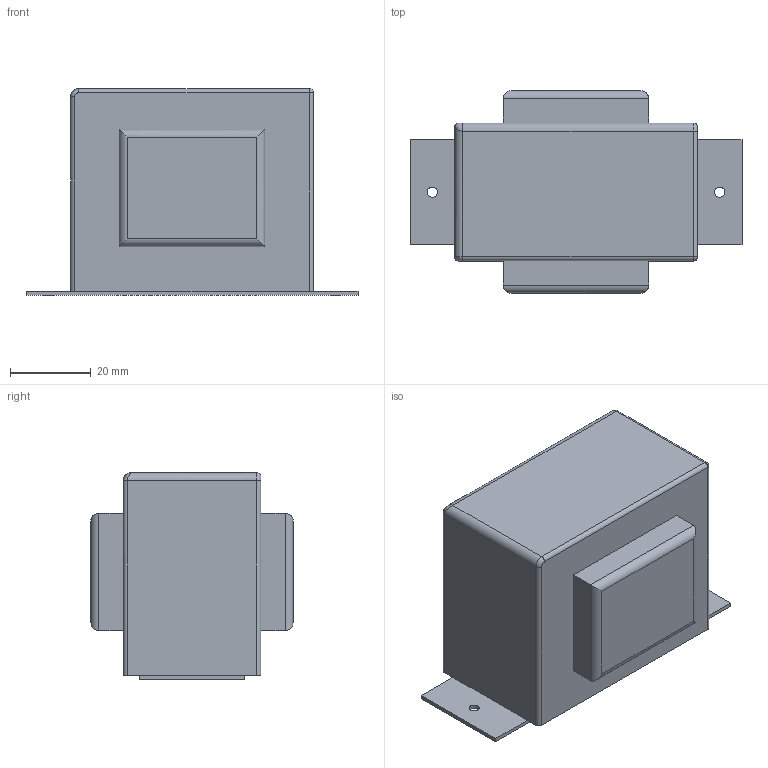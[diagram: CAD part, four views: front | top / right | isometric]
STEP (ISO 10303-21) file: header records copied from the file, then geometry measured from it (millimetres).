
FILE_DESCRIPTION(('FreeCAD Model'),'2;1');
FILE_NAME('x3d_TransformerVCT.step' ,'2017-07-29T10:48:16',('kicad StepUp'),('ksu MCAD'), 'Open CASCADE STEP processor 6.8','FreeCAD','Unknown');
FILE_SCHEMA(('AUTOMOTIVE_DESIGN_CC2 { 1 2 10303 214 -1 1 5 4 }'));
Length unit declared in the file: millimetre
Products named in the file (2): ASSEMBLY; x3d_TransformerVCT
Assembly tree (1 placements, depth 2):
  ASSEMBLY
    x3d_TransformerVCT
Bounding box: 82 x 50 x 51 mm (x, y, z)
Volume: 120466.9 mm3; surface area: 16478.7 mm2
Topology: 1 solids, 1 shells, 46 faces, 106 edges, 63 vertices
Faces by surface type: plane 24, cylinder 18, torus 2, bspline 1, sphere 1
Full cylindrical faces by diameter (mm): 2.503 x2
Entity records: 1659 total; most frequent: CARTESIAN_POINT 262, DIRECTION 222, ORIENTED_EDGE 210, EDGE_CURVE 105, AXIS2_PLACEMENT_3D 74, LINE 74, VECTOR 74, VERTEX_POINT 63
